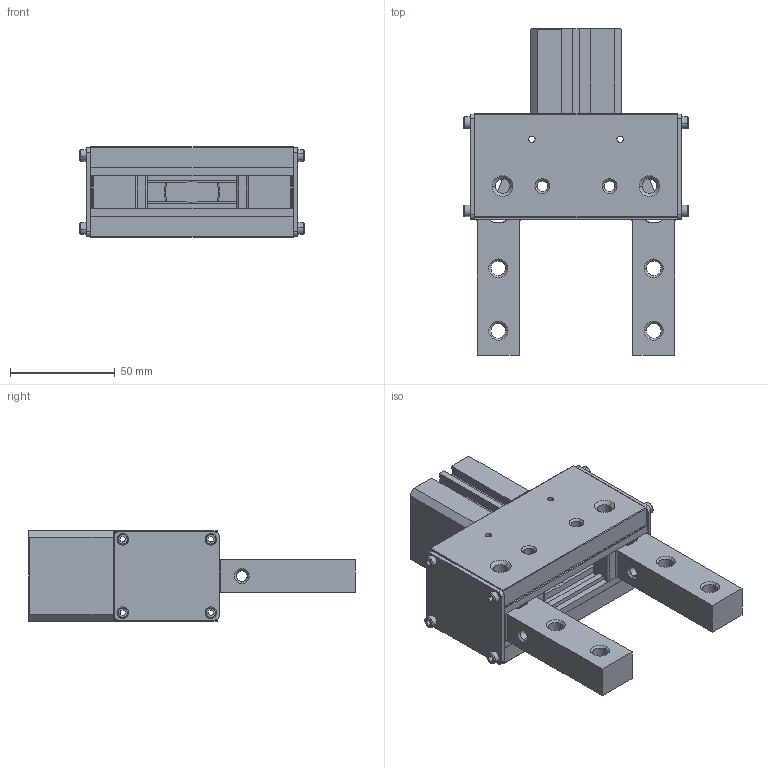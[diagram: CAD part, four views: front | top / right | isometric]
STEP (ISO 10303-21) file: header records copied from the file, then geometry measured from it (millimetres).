
FILE_DESCRIPTION (( 'STEP AP203' ), '1' );
FILE_NAME ('GH01-全開.STEP', '2021-11-29T05:06:58', ( '' ), ( '' ), 'SwSTEP 2.0', 'SolidWorks 2014', '' );
FILE_SCHEMA (( 'CONFIG_CONTROL_DESIGN' ));
Length unit declared in the file: millimetre
Products named in the file (1): GH01-全開
Bounding box: 107 x 155.55 x 43 mm (x, y, z)
Surface area: 67420.2 mm2 (no closed solid volume)
Topology: 0 solids, 25 shells, 429 faces, 1359 edges, 938 vertices
Faces by surface type: plane 230, cylinder 111, cone 64, torus 24
Entity records: 15135 total; most frequent: CARTESIAN_POINT 2727, DIRECTION 2688, ORIENTED_EDGE 2258, EDGE_CURVE 1359, VERTEX_POINT 938, AXIS2_PLACEMENT_3D 899, LINE 890, VECTOR 890
